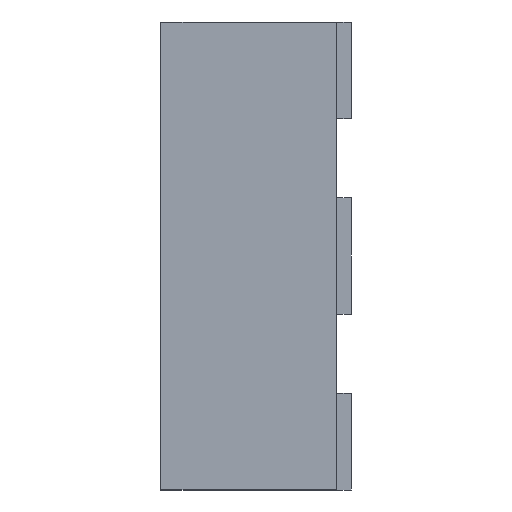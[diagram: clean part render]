
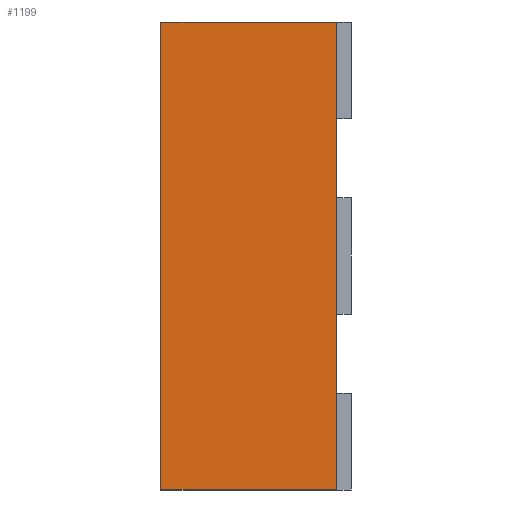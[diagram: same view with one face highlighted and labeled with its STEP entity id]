
A CAD part, left-side view. The second image highlights one B-rep face of the part: STEP entity #1199.
In plain terms, the highlighted planar face has unit normal (-1, 0, 0).
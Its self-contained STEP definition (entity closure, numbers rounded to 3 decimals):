
#63 = VERTEX_POINT ( 'NONE', #294 ) ;
#280 = PLANE ( 'NONE',  #1897 ) ;
#289 = DIRECTION ( 'NONE',  ( 0., 0., -1. ) ) ;
#294 = CARTESIAN_POINT ( 'NONE',  ( -1.05, 0.65, 0.8 ) ) ;
#496 = CARTESIAN_POINT ( 'NONE',  ( -1.05, 3.94, 0.8 ) ) ;
#689 = CARTESIAN_POINT ( 'NONE',  ( -1.05, 3.94, -0.8 ) ) ;
#779 = EDGE_CURVE ( 'NONE', #923, #1660, #1249, .T. ) ;
#923 = VERTEX_POINT ( 'NONE', #1543 ) ;
#1066 = EDGE_CURVE ( 'NONE', #1626, #923, #2726, .T. ) ;
#1146 = VECTOR ( 'NONE', #2791, 1000. ) ;
#1163 = DIRECTION ( 'NONE',  ( 1., 0., 0. ) ) ;
#1199 = ADVANCED_FACE ( 'NONE', ( #1463 ), #280, .F. ) ;
#1249 = LINE ( 'NONE', #2159, #1146 ) ;
#1294 = CARTESIAN_POINT ( 'NONE',  ( -1.05, 3.94, 0.8 ) ) ;
#1330 = VECTOR ( 'NONE', #2548, 1000. ) ;
#1438 = VECTOR ( 'NONE', #1549, 1000. ) ;
#1463 = FACE_OUTER_BOUND ( 'NONE', #1554, .T. ) ;
#1465 = ORIENTED_EDGE ( 'NONE', *, *, #779, .T. ) ;
#1475 = LINE ( 'NONE', #1487, #1330 ) ;
#1487 = CARTESIAN_POINT ( 'NONE',  ( -1.05, 0.65, 0.8 ) ) ;
#1501 = VECTOR ( 'NONE', #1780, 1000. ) ;
#1543 = CARTESIAN_POINT ( 'NONE',  ( -1.05, 0.05, -0.8 ) ) ;
#1549 = DIRECTION ( 'NONE',  ( 0., -1., 0. ) ) ;
#1554 = EDGE_LOOP ( 'NONE', ( #2068, #1628, #1465, #1596 ) ) ;
#1559 = CARTESIAN_POINT ( 'NONE',  ( -1.05, 0.65, -0.8 ) ) ;
#1596 = ORIENTED_EDGE ( 'NONE', *, *, #1822, .F. ) ;
#1626 = VERTEX_POINT ( 'NONE', #1559 ) ;
#1628 = ORIENTED_EDGE ( 'NONE', *, *, #1066, .T. ) ;
#1660 = VERTEX_POINT ( 'NONE', #1999 ) ;
#1780 = DIRECTION ( 'NONE',  ( 0., -1., 0. ) ) ;
#1822 = EDGE_CURVE ( 'NONE', #63, #1660, #2499, .T. ) ;
#1897 = AXIS2_PLACEMENT_3D ( 'NONE', #496, #1163, #289 ) ;
#1999 = CARTESIAN_POINT ( 'NONE',  ( -1.05, 0.05, 0.8 ) ) ;
#2068 = ORIENTED_EDGE ( 'NONE', *, *, #2270, .F. ) ;
#2159 = CARTESIAN_POINT ( 'NONE',  ( -1.05, 0.05, 0.8 ) ) ;
#2270 = EDGE_CURVE ( 'NONE', #1626, #63, #1475, .T. ) ;
#2499 = LINE ( 'NONE', #1294, #1438 ) ;
#2548 = DIRECTION ( 'NONE',  ( 0., 0., 1. ) ) ;
#2726 = LINE ( 'NONE', #689, #1501 ) ;
#2791 = DIRECTION ( 'NONE',  ( 0., 0., 1. ) ) ;
